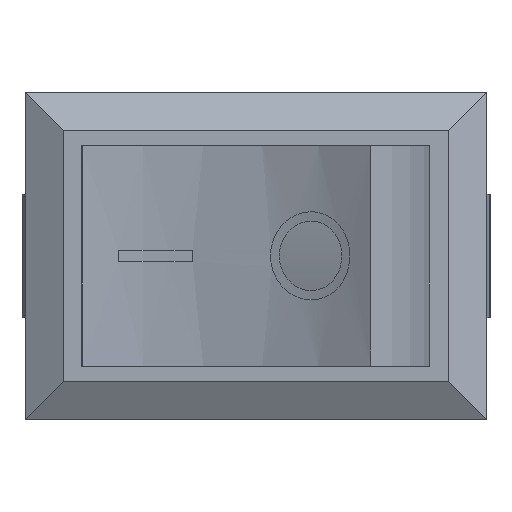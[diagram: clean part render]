
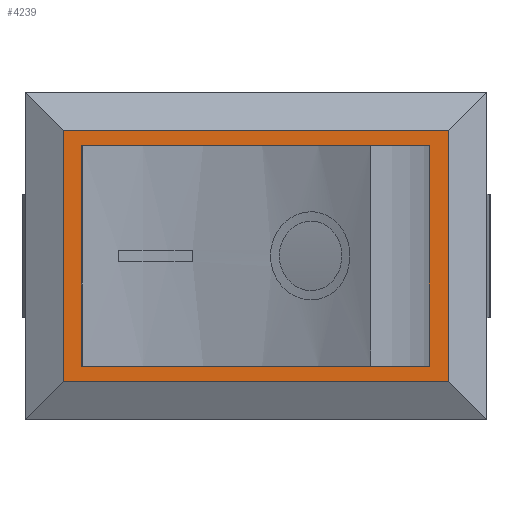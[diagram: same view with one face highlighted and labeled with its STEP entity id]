
A CAD part, top view. The second image highlights one B-rep face of the part: STEP entity #4239.
In plain terms, the highlighted planar face has unit normal (0, 0, 1).
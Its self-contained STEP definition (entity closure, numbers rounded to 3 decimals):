
#124 = VECTOR ( 'NONE', #5570, 1000. ) ;
#197 = FACE_OUTER_BOUND ( 'NONE', #2741, .T. ) ;
#337 = CARTESIAN_POINT ( 'NONE',  ( 17.252, 10.8, 13.2 ) ) ;
#345 = CARTESIAN_POINT ( 'NONE',  ( 1.552, 10.8, 13.2 ) ) ;
#512 = ORIENTED_EDGE ( 'NONE', *, *, #6099, .F. ) ;
#603 = ORIENTED_EDGE ( 'NONE', *, *, #5915, .F. ) ;
#747 = LINE ( 'NONE', #3773, #1216 ) ;
#909 = VERTEX_POINT ( 'NONE', #2864 ) ;
#964 = ORIENTED_EDGE ( 'NONE', *, *, #5604, .T. ) ;
#1149 = VECTOR ( 'NONE', #1739, 1000. ) ;
#1216 = VECTOR ( 'NONE', #4354, 1000. ) ;
#1261 = CARTESIAN_POINT ( 'NONE',  ( 18.143, 0., 13.2 ) ) ;
#1279 = CARTESIAN_POINT ( 'NONE',  ( 0.657, 0., 13.2 ) ) ;
#1305 = VECTOR ( 'NONE', #2782, 1000. ) ;
#1452 = LINE ( 'NONE', #1828, #124 ) ;
#1524 = CARTESIAN_POINT ( 'NONE',  ( 21.925, 11.495, 13.2 ) ) ;
#1615 = PLANE ( 'NONE',  #4755 ) ;
#1739 = DIRECTION ( 'NONE',  ( -1., 0., 0. ) ) ;
#1766 = LINE ( 'NONE', #1261, #1305 ) ;
#1828 = CARTESIAN_POINT ( 'NONE',  ( 1.552, 0.8, 13.2 ) ) ;
#2028 = EDGE_LOOP ( 'NONE', ( #5410, #5240, #603, #2381 ) ) ;
#2133 = EDGE_CURVE ( 'NONE', #4192, #3684, #1766, .T. ) ;
#2181 = CARTESIAN_POINT ( 'NONE',  ( 0.657, 11.495, 13.2 ) ) ;
#2210 = LINE ( 'NONE', #5883, #1149 ) ;
#2376 = ORIENTED_EDGE ( 'NONE', *, *, #2133, .T. ) ;
#2381 = ORIENTED_EDGE ( 'NONE', *, *, #5070, .F. ) ;
#2395 = DIRECTION ( 'NONE',  ( -1., 0., 0. ) ) ;
#2401 = LINE ( 'NONE', #1279, #5490 ) ;
#2430 = EDGE_CURVE ( 'NONE', #3684, #2874, #4108, .T. ) ;
#2600 = DIRECTION ( 'NONE',  ( -1., 0., 0. ) ) ;
#2741 = EDGE_LOOP ( 'NONE', ( #2376, #6634, #964, #512 ) ) ;
#2782 = DIRECTION ( 'NONE',  ( 0., 1., 0. ) ) ;
#2842 = DIRECTION ( 'NONE',  ( 0., 0., -1. ) ) ;
#2864 = CARTESIAN_POINT ( 'NONE',  ( 0.657, 0.105, 13.2 ) ) ;
#2874 = VERTEX_POINT ( 'NONE', #2181 ) ;
#2905 = LINE ( 'NONE', #4984, #6231 ) ;
#2908 = DIRECTION ( 'NONE',  ( -1., 0., 0. ) ) ;
#3118 = VERTEX_POINT ( 'NONE', #4506 ) ;
#3298 = VERTEX_POINT ( 'NONE', #6214 ) ;
#3684 = VERTEX_POINT ( 'NONE', #5102 ) ;
#3702 = VECTOR ( 'NONE', #2600, 1000. ) ;
#3773 = CARTESIAN_POINT ( 'NONE',  ( 17.252, 10.8, 13.2 ) ) ;
#3832 = CARTESIAN_POINT ( 'NONE',  ( 1.552, 0.8, 13.2 ) ) ;
#3907 = EDGE_CURVE ( 'NONE', #3118, #5450, #5538, .T. ) ;
#4108 = LINE ( 'NONE', #1524, #3702 ) ;
#4192 = VERTEX_POINT ( 'NONE', #5858 ) ;
#4239 = ADVANCED_FACE ( 'NONE', ( #6257, #197 ), #1615, .F. ) ;
#4354 = DIRECTION ( 'NONE',  ( 0., 1., 0. ) ) ;
#4379 = CARTESIAN_POINT ( 'NONE',  ( 0., 0., 13.2 ) ) ;
#4391 = VERTEX_POINT ( 'NONE', #337 ) ;
#4506 = CARTESIAN_POINT ( 'NONE',  ( 1.552, 10.8, 13.2 ) ) ;
#4755 = AXIS2_PLACEMENT_3D ( 'NONE', #4379, #2842, #2908 ) ;
#4984 = CARTESIAN_POINT ( 'NONE',  ( 1.552, 10.8, 13.2 ) ) ;
#5070 = EDGE_CURVE ( 'NONE', #3298, #4391, #747, .T. ) ;
#5102 = CARTESIAN_POINT ( 'NONE',  ( 18.143, 11.495, 13.2 ) ) ;
#5213 = EDGE_CURVE ( 'NONE', #5450, #3298, #1452, .T. ) ;
#5240 = ORIENTED_EDGE ( 'NONE', *, *, #3907, .F. ) ;
#5410 = ORIENTED_EDGE ( 'NONE', *, *, #5213, .F. ) ;
#5450 = VERTEX_POINT ( 'NONE', #3832 ) ;
#5490 = VECTOR ( 'NONE', #6521, 1000. ) ;
#5538 = LINE ( 'NONE', #345, #5881 ) ;
#5570 = DIRECTION ( 'NONE',  ( 1., 0., 0. ) ) ;
#5604 = EDGE_CURVE ( 'NONE', #2874, #909, #2401, .T. ) ;
#5858 = CARTESIAN_POINT ( 'NONE',  ( 18.143, 0.105, 13.2 ) ) ;
#5881 = VECTOR ( 'NONE', #6463, 1000. ) ;
#5883 = CARTESIAN_POINT ( 'NONE',  ( 21.925, 0.105, 13.2 ) ) ;
#5915 = EDGE_CURVE ( 'NONE', #4391, #3118, #2905, .T. ) ;
#6099 = EDGE_CURVE ( 'NONE', #4192, #909, #2210, .T. ) ;
#6214 = CARTESIAN_POINT ( 'NONE',  ( 17.252, 0.8, 13.2 ) ) ;
#6231 = VECTOR ( 'NONE', #2395, 1000. ) ;
#6257 = FACE_BOUND ( 'NONE', #2028, .T. ) ;
#6463 = DIRECTION ( 'NONE',  ( 0., -1., 0. ) ) ;
#6521 = DIRECTION ( 'NONE',  ( 0., -1., 0. ) ) ;
#6634 = ORIENTED_EDGE ( 'NONE', *, *, #2430, .T. ) ;
